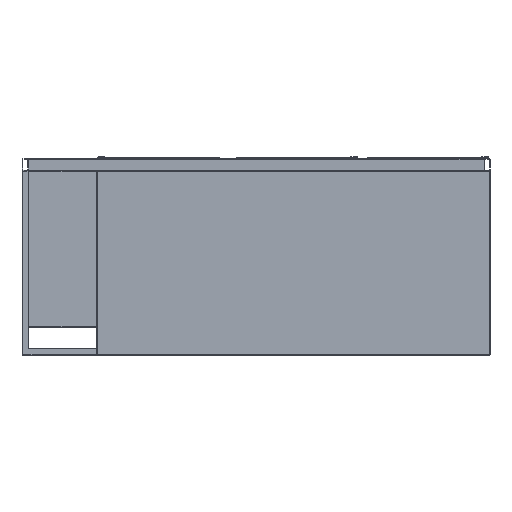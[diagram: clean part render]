
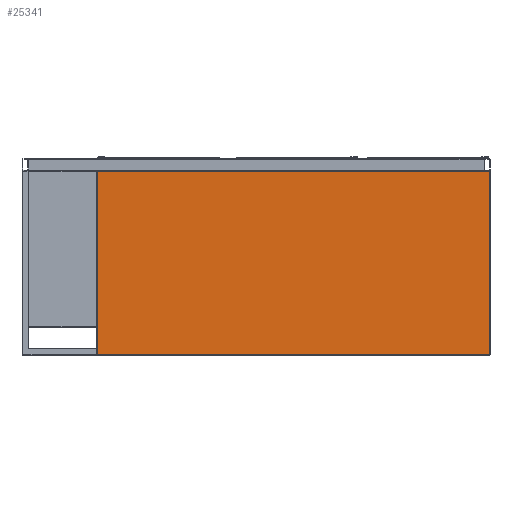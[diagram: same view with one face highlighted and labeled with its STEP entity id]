
A CAD part, front view. The second image highlights one B-rep face of the part: STEP entity #25341.
In plain terms, the highlighted planar face has unit normal (0, -1, 0).
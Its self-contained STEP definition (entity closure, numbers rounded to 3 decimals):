
#223 = EDGE_CURVE ( 'NONE', #26475, #30158, #36612, .T. ) ;
#908 = ORIENTED_EDGE ( 'NONE', *, *, #26759, .T. ) ;
#1182 = CARTESIAN_POINT ( 'NONE',  ( -658., -350., -660. ) ) ;
#1190 = VECTOR ( 'NONE', #18940, 1000. ) ;
#2825 = VECTOR ( 'NONE', #27932, 1000. ) ;
#3363 = ORIENTED_EDGE ( 'NONE', *, *, #223, .T. ) ;
#4197 = EDGE_CURVE ( 'NONE', #30158, #11546, #4751, .T. ) ;
#4751 = LINE ( 'NONE', #25103, #1190 ) ;
#6063 = PLANE ( 'NONE',  #16063 ) ;
#6107 = CARTESIAN_POINT ( 'NONE',  ( -658., -350., -658. ) ) ;
#6392 = CARTESIAN_POINT ( 'NONE',  ( -658., -350., -42. ) ) ;
#7163 = DIRECTION ( 'NONE',  ( 0., 0., -1. ) ) ;
#7867 = DIRECTION ( 'NONE',  ( 0., 0., 1. ) ) ;
#8661 = DIRECTION ( 'NONE',  ( 0., 0., -1. ) ) ;
#9627 = VECTOR ( 'NONE', #7163, 1000. ) ;
#10382 = CARTESIAN_POINT ( 'NONE',  ( -660., -350., -658. ) ) ;
#11455 = EDGE_LOOP ( 'NONE', ( #19744, #908, #27594, #3363 ) ) ;
#11546 = VERTEX_POINT ( 'NONE', #6392 ) ;
#13180 = LINE ( 'NONE', #10382, #2825 ) ;
#14622 = DIRECTION ( 'NONE',  ( 0., -1., 0. ) ) ;
#16063 = AXIS2_PLACEMENT_3D ( 'NONE', #23217, #14622, #8661 ) ;
#18940 = DIRECTION ( 'NONE',  ( -1., 0., 0. ) ) ;
#19744 = ORIENTED_EDGE ( 'NONE', *, *, #4197, .T. ) ;
#20773 = VERTEX_POINT ( 'NONE', #6107 ) ;
#20795 = LINE ( 'NONE', #1182, #9627 ) ;
#23217 = CARTESIAN_POINT ( 'NONE',  ( -660., -350., -660. ) ) ;
#25049 = CARTESIAN_POINT ( 'NONE',  ( 658., -350., -660. ) ) ;
#25103 = CARTESIAN_POINT ( 'NONE',  ( -660., -350., -42. ) ) ;
#25341 = ADVANCED_FACE ( 'Fl�che8', ( #31620 ), #6063, .T. ) ;
#26475 = VERTEX_POINT ( 'NONE', #36137 ) ;
#26759 = EDGE_CURVE ( 'NONE', #11546, #20773, #20795, .T. ) ;
#27594 = ORIENTED_EDGE ( 'NONE', *, *, #34716, .T. ) ;
#27932 = DIRECTION ( 'NONE',  ( 1., 0., 0. ) ) ;
#30158 = VERTEX_POINT ( 'NONE', #34760 ) ;
#31620 = FACE_OUTER_BOUND ( 'NONE', #11455, .T. ) ;
#34716 = EDGE_CURVE ( 'NONE', #20773, #26475, #13180, .T. ) ;
#34760 = CARTESIAN_POINT ( 'NONE',  ( 658., -350., -42. ) ) ;
#36040 = VECTOR ( 'NONE', #7867, 1000. ) ;
#36137 = CARTESIAN_POINT ( 'NONE',  ( 658., -350., -658. ) ) ;
#36612 = LINE ( 'NONE', #25049, #36040 ) ;
